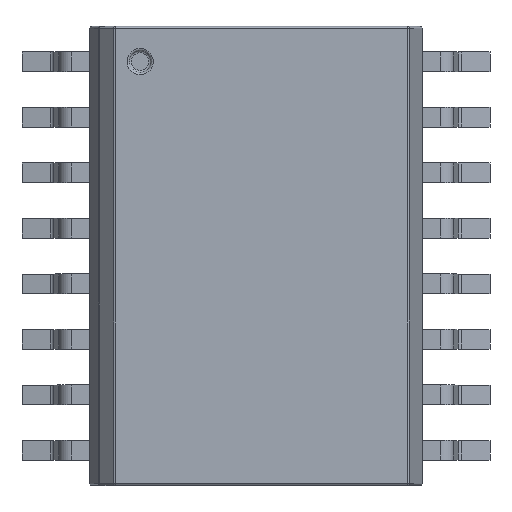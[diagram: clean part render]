
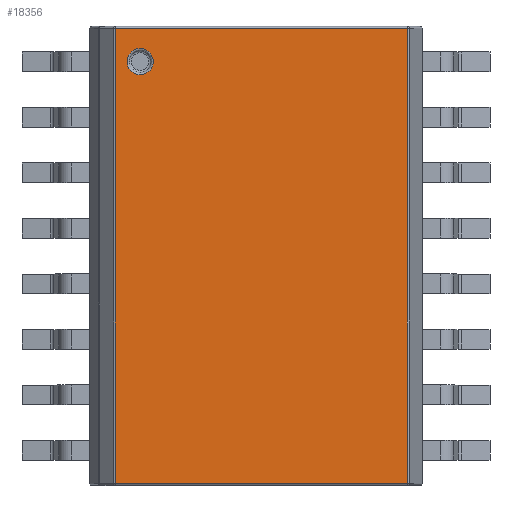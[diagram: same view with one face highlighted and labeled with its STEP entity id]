
A CAD part, top view. The second image highlights one B-rep face of the part: STEP entity #18356.
In plain terms, the highlighted planar face has unit normal (0, 0, 1).
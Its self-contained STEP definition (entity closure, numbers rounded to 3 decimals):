
#16373 = CYLINDRICAL_SURFACE('',#16374,0.05);
#16374 = AXIS2_PLACEMENT_3D('',#16375,#16376,#16377);
#16375 = CARTESIAN_POINT('',(3.499,5.2,2.6));
#16376 = DIRECTION('',(-1.,-0.,0.));
#16377 = DIRECTION('',(0.,1.,0.));
#16619 = CYLINDRICAL_SURFACE('',#16620,0.05);
#16620 = AXIS2_PLACEMENT_3D('',#16621,#16622,#16623);
#16621 = CARTESIAN_POINT('',(3.499,-5.2,2.6));
#16622 = DIRECTION('',(-1.,-0.,0.));
#16623 = DIRECTION('',(0.,-1.,0.));
#17377 = VERTEX_POINT('',#17378);
#17378 = CARTESIAN_POINT('',(3.46,5.2,2.65));
#17398 = EDGE_CURVE('',#17377,#17399,#17401,.T.);
#17399 = VERTEX_POINT('',#17400);
#17400 = CARTESIAN_POINT('',(-3.222,5.2,2.65));
#17401 = SURFACE_CURVE('',#17402,(#17406,#17413),.PCURVE_S1.);
#17402 = LINE('',#17403,#17404);
#17403 = CARTESIAN_POINT('',(3.499,5.2,2.65));
#17404 = VECTOR('',#17405,1.);
#17405 = DIRECTION('',(-1.,-0.,0.));
#17406 = PCURVE('',#16373,#17407);
#17407 = DEFINITIONAL_REPRESENTATION('',(#17408),#17412);
#17408 = LINE('',#17409,#17410);
#17409 = CARTESIAN_POINT('',(-1.571,0.));
#17410 = VECTOR('',#17411,1.);
#17411 = DIRECTION('',(-0.,1.));
#17412 = ( GEOMETRIC_REPRESENTATION_CONTEXT(2) 
PARAMETRIC_REPRESENTATION_CONTEXT() REPRESENTATION_CONTEXT('2D SPACE',''
  ) );
#17413 = PCURVE('',#17414,#17419);
#17414 = PLANE('',#17415);
#17415 = AXIS2_PLACEMENT_3D('',#17416,#17417,#17418);
#17416 = CARTESIAN_POINT('',(3.499,5.25,2.65));
#17417 = DIRECTION('',(0.,0.,-1.));
#17418 = DIRECTION('',(-1.,-0.,0.));
#17419 = DEFINITIONAL_REPRESENTATION('',(#17420),#17424);
#17420 = LINE('',#17421,#17422);
#17421 = CARTESIAN_POINT('',(0.,-0.05));
#17422 = VECTOR('',#17423,1.);
#17423 = DIRECTION('',(1.,0.));
#17424 = ( GEOMETRIC_REPRESENTATION_CONTEXT(2) 
PARAMETRIC_REPRESENTATION_CONTEXT() REPRESENTATION_CONTEXT('2D SPACE',''
  ) );
#17850 = VERTEX_POINT('',#17851);
#17851 = CARTESIAN_POINT('',(3.46,-5.2,2.65));
#17871 = EDGE_CURVE('',#17850,#17872,#17874,.T.);
#17872 = VERTEX_POINT('',#17873);
#17873 = CARTESIAN_POINT('',(-3.222,-5.2,2.65));
#17874 = SURFACE_CURVE('',#17875,(#17879,#17886),.PCURVE_S1.);
#17875 = LINE('',#17876,#17877);
#17876 = CARTESIAN_POINT('',(3.499,-5.2,2.65));
#17877 = VECTOR('',#17878,1.);
#17878 = DIRECTION('',(-1.,-0.,0.));
#17879 = PCURVE('',#16619,#17880);
#17880 = DEFINITIONAL_REPRESENTATION('',(#17881),#17885);
#17881 = LINE('',#17882,#17883);
#17882 = CARTESIAN_POINT('',(1.571,0.));
#17883 = VECTOR('',#17884,1.);
#17884 = DIRECTION('',(0.,1.));
#17885 = ( GEOMETRIC_REPRESENTATION_CONTEXT(2) 
PARAMETRIC_REPRESENTATION_CONTEXT() REPRESENTATION_CONTEXT('2D SPACE',''
  ) );
#17886 = PCURVE('',#17414,#17887);
#17887 = DEFINITIONAL_REPRESENTATION('',(#17888),#17892);
#17888 = LINE('',#17889,#17890);
#17889 = CARTESIAN_POINT('',(0.,-10.45));
#17890 = VECTOR('',#17891,1.);
#17891 = DIRECTION('',(1.,0.));
#17892 = ( GEOMETRIC_REPRESENTATION_CONTEXT(2) 
PARAMETRIC_REPRESENTATION_CONTEXT() REPRESENTATION_CONTEXT('2D SPACE',''
  ) );
#18239 = CYLINDRICAL_SURFACE('',#18240,0.05);
#18240 = AXIS2_PLACEMENT_3D('',#18241,#18242,#18243);
#18241 = CARTESIAN_POINT('',(3.46,5.25,2.6));
#18242 = DIRECTION('',(0.,-1.,0.));
#18243 = DIRECTION('',(0.966,0.,0.259)
  );
#18298 = CYLINDRICAL_SURFACE('',#18299,0.05);
#18299 = AXIS2_PLACEMENT_3D('',#18300,#18301,#18302);
#18300 = CARTESIAN_POINT('',(-3.222,5.25,2.6));
#18301 = DIRECTION('',(0.,-1.,0.));
#18302 = DIRECTION('',(0.,0.,1.));
#18356 = ADVANCED_FACE('',(#18357,#18403),#17414,.F.);
#18357 = FACE_BOUND('',#18358,.F.);
#18358 = EDGE_LOOP('',(#18359,#18360,#18381,#18382));
#18359 = ORIENTED_EDGE('',*,*,#17398,.F.);
#18360 = ORIENTED_EDGE('',*,*,#18361,.T.);
#18361 = EDGE_CURVE('',#17377,#17850,#18362,.T.);
#18362 = SURFACE_CURVE('',#18363,(#18367,#18374),.PCURVE_S1.);
#18363 = LINE('',#18364,#18365);
#18364 = CARTESIAN_POINT('',(3.46,5.25,2.65));
#18365 = VECTOR('',#18366,1.);
#18366 = DIRECTION('',(0.,-1.,0.));
#18367 = PCURVE('',#17414,#18368);
#18368 = DEFINITIONAL_REPRESENTATION('',(#18369),#18373);
#18369 = LINE('',#18370,#18371);
#18370 = CARTESIAN_POINT('',(0.038,0.));
#18371 = VECTOR('',#18372,1.);
#18372 = DIRECTION('',(0.,-1.));
#18373 = ( GEOMETRIC_REPRESENTATION_CONTEXT(2) 
PARAMETRIC_REPRESENTATION_CONTEXT() REPRESENTATION_CONTEXT('2D SPACE',''
  ) );
#18374 = PCURVE('',#18239,#18375);
#18375 = DEFINITIONAL_REPRESENTATION('',(#18376),#18380);
#18376 = LINE('',#18377,#18378);
#18377 = CARTESIAN_POINT('',(1.309,0.));
#18378 = VECTOR('',#18379,1.);
#18379 = DIRECTION('',(0.,1.));
#18380 = ( GEOMETRIC_REPRESENTATION_CONTEXT(2) 
PARAMETRIC_REPRESENTATION_CONTEXT() REPRESENTATION_CONTEXT('2D SPACE',''
  ) );
#18381 = ORIENTED_EDGE('',*,*,#17871,.T.);
#18382 = ORIENTED_EDGE('',*,*,#18383,.F.);
#18383 = EDGE_CURVE('',#17399,#17872,#18384,.T.);
#18384 = SURFACE_CURVE('',#18385,(#18389,#18396),.PCURVE_S1.);
#18385 = LINE('',#18386,#18387);
#18386 = CARTESIAN_POINT('',(-3.222,5.25,2.65));
#18387 = VECTOR('',#18388,1.);
#18388 = DIRECTION('',(0.,-1.,0.));
#18389 = PCURVE('',#17414,#18390);
#18390 = DEFINITIONAL_REPRESENTATION('',(#18391),#18395);
#18391 = LINE('',#18392,#18393);
#18392 = CARTESIAN_POINT('',(6.72,0.));
#18393 = VECTOR('',#18394,1.);
#18394 = DIRECTION('',(0.,-1.));
#18395 = ( GEOMETRIC_REPRESENTATION_CONTEXT(2) 
PARAMETRIC_REPRESENTATION_CONTEXT() REPRESENTATION_CONTEXT('2D SPACE',''
  ) );
#18396 = PCURVE('',#18298,#18397);
#18397 = DEFINITIONAL_REPRESENTATION('',(#18398),#18402);
#18398 = LINE('',#18399,#18400);
#18399 = CARTESIAN_POINT('',(0.,0.));
#18400 = VECTOR('',#18401,1.);
#18401 = DIRECTION('',(0.,1.));
#18402 = ( GEOMETRIC_REPRESENTATION_CONTEXT(2) 
PARAMETRIC_REPRESENTATION_CONTEXT() REPRESENTATION_CONTEXT('2D SPACE',''
  ) );
#18403 = FACE_BOUND('',#18404,.F.);
#18404 = EDGE_LOOP('',(#18405));
#18405 = ORIENTED_EDGE('',*,*,#18406,.T.);
#18406 = EDGE_CURVE('',#18407,#18407,#18409,.T.);
#18407 = VERTEX_POINT('',#18408);
#18408 = CARTESIAN_POINT('',(-2.35,4.445,2.65));
#18409 = SURFACE_CURVE('',#18410,(#18415,#18426),.PCURVE_S1.);
#18410 = CIRCLE('',#18411,0.3);
#18411 = AXIS2_PLACEMENT_3D('',#18412,#18413,#18414);
#18412 = CARTESIAN_POINT('',(-2.65,4.445,2.65));
#18413 = DIRECTION('',(0.,0.,1.));
#18414 = DIRECTION('',(1.,0.,0.));
#18415 = PCURVE('',#17414,#18416);
#18416 = DEFINITIONAL_REPRESENTATION('',(#18417),#18425);
#18417 = ( BOUNDED_CURVE() B_SPLINE_CURVE(2,(#18418,#18419,#18420,#18421
    ,#18422,#18423,#18424),.UNSPECIFIED.,.T.,.F.) 
B_SPLINE_CURVE_WITH_KNOTS((1,2,2,2,2,1),(-2.094,0.,
    2.094,4.189,6.283,8.378),
.UNSPECIFIED.) CURVE() GEOMETRIC_REPRESENTATION_ITEM() 
RATIONAL_B_SPLINE_CURVE((1.,0.5,1.,0.5,1.,0.5,1.)) REPRESENTATION_ITEM(
  '') );
#18418 = CARTESIAN_POINT('',(5.849,-0.805));
#18419 = CARTESIAN_POINT('',(5.849,-0.285));
#18420 = CARTESIAN_POINT('',(6.299,-0.545));
#18421 = CARTESIAN_POINT('',(6.749,-0.805));
#18422 = CARTESIAN_POINT('',(6.299,-1.065));
#18423 = CARTESIAN_POINT('',(5.849,-1.325));
#18424 = CARTESIAN_POINT('',(5.849,-0.805));
#18425 = ( GEOMETRIC_REPRESENTATION_CONTEXT(2) 
PARAMETRIC_REPRESENTATION_CONTEXT() REPRESENTATION_CONTEXT('2D SPACE',''
  ) );
#18426 = PCURVE('',#18427,#18432);
#18427 = TOROIDAL_SURFACE('',#18428,0.3,0.05);
#18428 = AXIS2_PLACEMENT_3D('',#18429,#18430,#18431);
#18429 = CARTESIAN_POINT('',(-2.65,4.445,2.6));
#18430 = DIRECTION('',(0.,0.,1.));
#18431 = DIRECTION('',(1.,0.,0.));
#18432 = DEFINITIONAL_REPRESENTATION('',(#18433),#18437);
#18433 = LINE('',#18434,#18435);
#18434 = CARTESIAN_POINT('',(0.,1.571));
#18435 = VECTOR('',#18436,1.);
#18436 = DIRECTION('',(1.,0.));
#18437 = ( GEOMETRIC_REPRESENTATION_CONTEXT(2) 
PARAMETRIC_REPRESENTATION_CONTEXT() REPRESENTATION_CONTEXT('2D SPACE',''
  ) );
